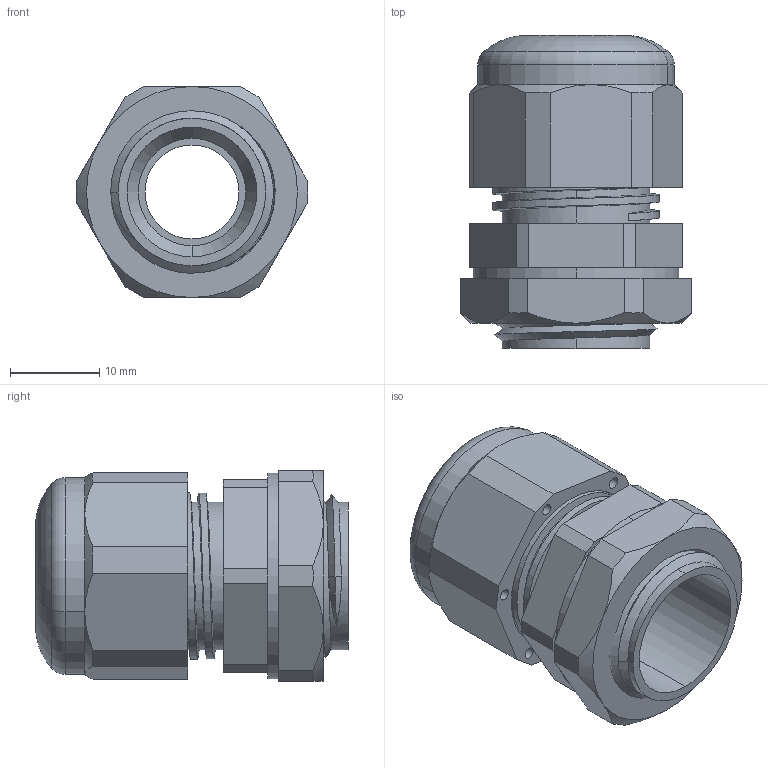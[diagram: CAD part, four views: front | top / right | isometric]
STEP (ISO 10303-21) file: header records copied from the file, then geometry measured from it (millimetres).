
FILE_DESCRIPTION (( 'STEP AP214' ), '1' );
FILE_NAME ('Cable Gland PG7-PG19, PG11.STEP', '2019-08-21T22:28:41', ( '' ), ( '' ), 'SwSTEP 2.0', 'SolidWorks 2018', '' );
FILE_SCHEMA (( 'AUTOMOTIVE_DESIGN' ));
Length unit declared in the file: millimetre
Products named in the file (6): Cable Gland PG7-PG19, PG11; Cable Gland PG7-PG19 Gland Nut_PG11; Cable Gland PG7-PG19 Sleeve_PG11; Cable Gland PG7-PG19 Lock Nut_PG11; Cable Gland PG7-PG19 Washer_PG11; Cable Gland PG7-PG19 Body_PG11
Assembly tree (5 placements, depth 2):
  Cable Gland PG7-PG19, PG11
    Cable Gland PG7-PG19 Body_PG11
    Cable Gland PG7-PG19 Washer_PG11
    Cable Gland PG7-PG19 Lock Nut_PG11
    Cable Gland PG7-PG19 Sleeve_PG11
    Cable Gland PG7-PG19 Gland Nut_PG11
Bounding box: 25.87 x 35 x 23.6 mm (x, y, z)
Volume: 7387.9 mm3; surface area: 10020.8 mm2
Topology: 5 solids, 5 shells, 292 faces, 768 edges, 498 vertices
Faces by surface type: plane 132, cylinder 99, bspline 33, cone 22, torus 6
Entity records: 12810 total; most frequent: CARTESIAN_POINT 5530, ORIENTED_EDGE 1536, DIRECTION 1451, EDGE_CURVE 768, AXIS2_PLACEMENT_3D 547, VERTEX_POINT 498, VECTOR 357, LINE 357
